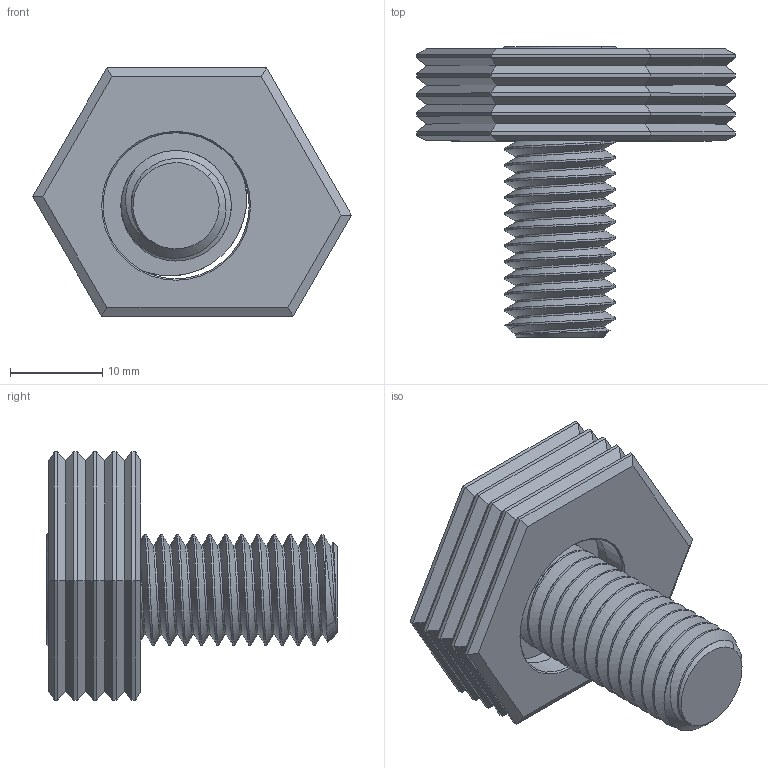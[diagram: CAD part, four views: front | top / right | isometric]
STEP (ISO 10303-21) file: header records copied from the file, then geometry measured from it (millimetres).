
FILE_DESCRIPTION (( 'STEP AP214' ), '1' );
FILE_NAME ('95115.STEP', '2024-08-26T14:48:26', ( '' ), ( '' ), 'SwSTEP 2.0', 'SolidWorks 2021', '' );
FILE_SCHEMA (( 'AUTOMOTIVE_DESIGN' ));
Length unit declared in the file: inch
Products named in the file (3): 901151_default; 95115; 50371_50371
Assembly tree (2 placements, depth 2):
  95115
    901151_default
    50371_50371
Bounding box: 34.64 x 31.6 x 27 mm (x, y, z)
Volume: 8035.4 mm3; surface area: 5091.3 mm2
Topology: 2 solids, 2 shells, 268 faces, 658 edges, 405 vertices
Faces by surface type: plane 151, cylinder 64, bspline 37, cone 14, sphere 2
Entity records: 11825 total; most frequent: CARTESIAN_POINT 6041, ORIENTED_EDGE 1316, DIRECTION 959, EDGE_CURVE 658, VECTOR 423, LINE 423, VERTEX_POINT 405, EDGE_LOOP 281
